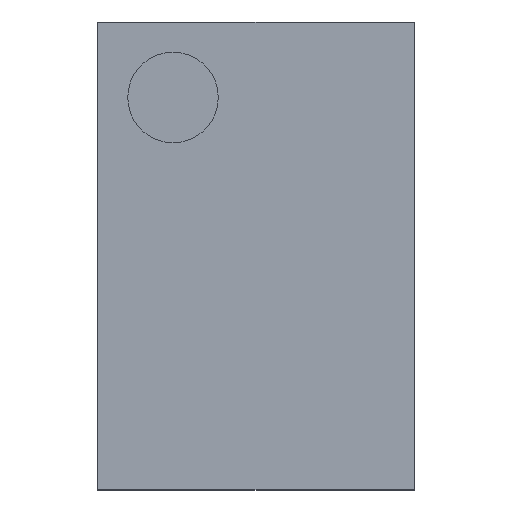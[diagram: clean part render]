
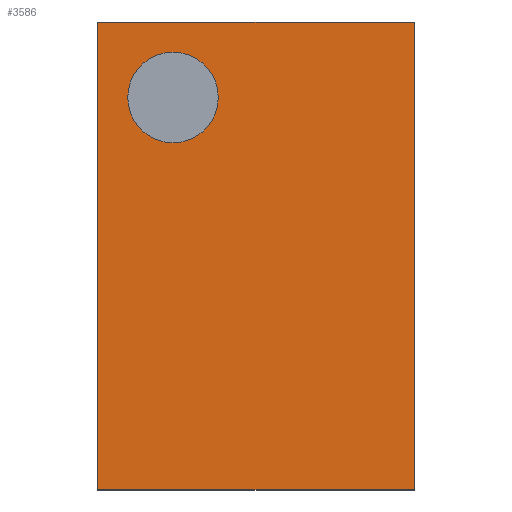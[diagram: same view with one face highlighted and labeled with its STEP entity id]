
A CAD part, top view. The second image highlights one B-rep face of the part: STEP entity #3586.
In plain terms, the highlighted planar face has unit normal (0, 0, 1).
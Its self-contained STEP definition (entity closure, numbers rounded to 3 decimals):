
#1869=CARTESIAN_POINT('',(-0.55,0.75,0.8));
#1870=VERTEX_POINT('',#1869);
#1879=CARTESIAN_POINT('',(-0.55,1.35,0.8));
#1880=VERTEX_POINT('',#1879);
#1881=CARTESIAN_POINT('',(-0.55,1.05,0.8));
#1882=DIRECTION('',(0.0,0.0,-1.0));
#1883=DIRECTION('',(0.0,-1.0,0.0));
#1884=AXIS2_PLACEMENT_3D('',#1881,#1882,#1883);
#1885=CIRCLE('',#1884,0.3);
#1886=EDGE_CURVE('',#1880,#1870,#1885,.T.);
#2081=CARTESIAN_POINT('',(1.05,1.55,0.8));
#2082=VERTEX_POINT('',#2081);
#2097=CARTESIAN_POINT('',(-1.05,1.55,0.8));
#2098=VERTEX_POINT('',#2097);
#2105=CARTESIAN_POINT('',(-1.05,1.55,0.8));
#2106=DIRECTION('',(1.0,0.0,0.0));
#2107=VECTOR('',#2106,2.1);
#2108=LINE('',#2105,#2107);
#2109=EDGE_CURVE('',#2098,#2082,#2108,.T.);
#3327=CARTESIAN_POINT('',(-1.05,-1.55,0.8));
#3328=VERTEX_POINT('',#3327);
#3335=CARTESIAN_POINT('',(-1.05,-1.55,0.8));
#3336=DIRECTION('',(0.0,1.0,0.0));
#3337=VECTOR('',#3336,3.1);
#3338=LINE('',#3335,#3337);
#3339=EDGE_CURVE('',#3328,#2098,#3338,.T.);
#3387=CARTESIAN_POINT('',(1.05,-1.55,0.8));
#3388=VERTEX_POINT('',#3387);
#3447=CARTESIAN_POINT('',(1.05,1.55,0.8));
#3448=DIRECTION('',(0.0,-1.0,0.0));
#3449=VECTOR('',#3448,3.1);
#3450=LINE('',#3447,#3449);
#3451=EDGE_CURVE('',#2082,#3388,#3450,.T.);
#3534=CARTESIAN_POINT('',(-0.55,1.05,0.8));
#3535=DIRECTION('',(0.0,0.0,-1.0));
#3536=DIRECTION('',(0.0,-1.0,0.0));
#3537=AXIS2_PLACEMENT_3D('',#3534,#3535,#3536);
#3538=CIRCLE('',#3537,0.3);
#3539=EDGE_CURVE('',#1870,#1880,#3538,.T.);
#3562=CARTESIAN_POINT('',(1.05,-1.55,0.8));
#3563=DIRECTION('',(-1.0,0.0,0.0));
#3564=VECTOR('',#3563,2.1);
#3565=LINE('',#3562,#3564);
#3566=EDGE_CURVE('',#3388,#3328,#3565,.T.);
#3571=CARTESIAN_POINT('',(0.,0.,0.8));
#3572=DIRECTION('',(0.0,0.0,1.0));
#3573=DIRECTION('',(0.0,-1.0,0.0));
#3574=AXIS2_PLACEMENT_3D('',#3571,#3572,#3573);
#3575=PLANE('',#3574);
#3576=ORIENTED_EDGE('',*,*,#2109,.F.);
#3577=ORIENTED_EDGE('',*,*,#3339,.F.);
#3578=ORIENTED_EDGE('',*,*,#3566,.F.);
#3579=ORIENTED_EDGE('',*,*,#3451,.F.);
#3580=EDGE_LOOP('',(#3576,#3577,#3578,#3579));
#3581=FACE_OUTER_BOUND('',#3580,.T.);
#3582=ORIENTED_EDGE('',*,*,#3539,.T.);
#3583=ORIENTED_EDGE('',*,*,#1886,.T.);
#3584=EDGE_LOOP('',(#3582,#3583));
#3585=FACE_BOUND('',#3584,.T.);
#3586=ADVANCED_FACE('',(#3581,#3585),#3575,.T.);
